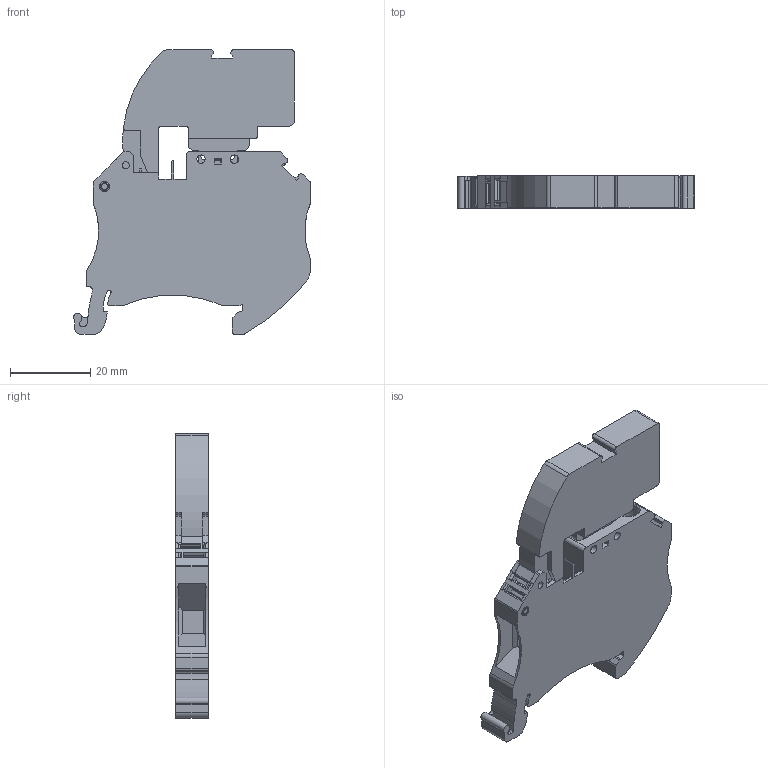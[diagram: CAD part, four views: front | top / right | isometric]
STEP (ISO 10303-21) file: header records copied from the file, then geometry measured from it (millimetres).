
FILE_DESCRIPTION(/* description */ ('Unknown'),/* implementation_level */ '2;1');
FILE_NAME(/* name */ 'TQF6_3D_SOLID',/* time_stamp */ '2021-05-26T11:59:16+05:00',/* author */ ('Unknown'),/* organization */ ('Unknown'),/* preprocessor_version */ 'ST-DEVELOPER v16.7',/* originating_system */ 'DEX',/* authorisation */ $);
FILE_SCHEMA (('AUTOMOTIVE_DESIGN {1 0 10303 214 3 1 1}'));
Length unit declared in the file: millimetre
Products named in the file (1): TQF6_SOLID
Bounding box: 58.85 x 8 x 70.69 mm (x, y, z)
Volume: 20565.2 mm3; surface area: 10513.6 mm2
Topology: 1 solids, 1 shells, 356 faces, 1024 edges, 681 vertices
Faces by surface type: plane 232, cylinder 112, torus 11, cone 1
Full cylindrical faces by diameter (mm): 1.5 x1, 1.75 x2, 2.1 x2, 2.35 x2, 2.5 x2, 3.5 x2, 5 x1, 5.342 x1, 5.4 x2
Entity records: 13984 total; most frequent: CARTESIAN_POINT 2076, ORIENTED_EDGE 1966, DIRECTION 1947, EDGE_CURVE 983, LINE 695, VECTOR 695, VERTEX_POINT 664, AXIS2_PLACEMENT_3D 626
